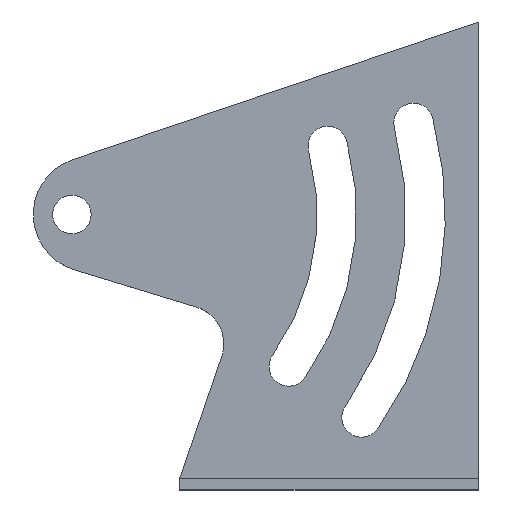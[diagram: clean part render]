
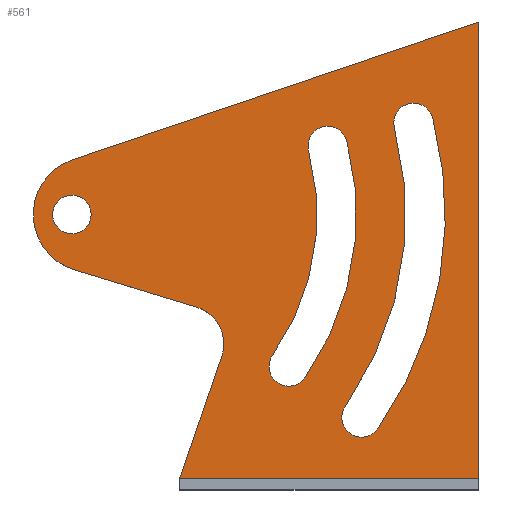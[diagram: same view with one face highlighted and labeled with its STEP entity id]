
A CAD part, top view. The second image highlights one B-rep face of the part: STEP entity #561.
In plain terms, the highlighted planar face has unit normal (0, 0, 1).
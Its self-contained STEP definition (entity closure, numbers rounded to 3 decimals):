
#27=PLANE('',#631);
#40=LINE('',#865,#85);
#45=LINE('',#880,#90);
#49=LINE('',#892,#94);
#61=LINE('',#931,#106);
#65=LINE('',#947,#110);
#85=VECTOR('',#696,1000.);
#90=VECTOR('',#709,1000.);
#94=VECTOR('',#721,1000.);
#106=VECTOR('',#757,1000.);
#110=VECTOR('',#777,1000.);
#216=ORIENTED_EDGE('',*,*,#341,.F.);
#217=ORIENTED_EDGE('',*,*,#333,.T.);
#218=ORIENTED_EDGE('',*,*,#300,.T.);
#219=ORIENTED_EDGE('',*,*,#304,.T.);
#220=ORIENTED_EDGE('',*,*,#307,.T.);
#221=ORIENTED_EDGE('',*,*,#310,.F.);
#222=ORIENTED_EDGE('',*,*,#313,.T.);
#223=ORIENTED_EDGE('',*,*,#338,.F.);
#224=ORIENTED_EDGE('',*,*,#290,.F.);
#225=ORIENTED_EDGE('',*,*,#294,.T.);
#226=ORIENTED_EDGE('',*,*,#297,.F.);
#227=ORIENTED_EDGE('',*,*,#331,.F.);
#228=ORIENTED_EDGE('',*,*,#280,.F.);
#229=ORIENTED_EDGE('',*,*,#284,.T.);
#230=ORIENTED_EDGE('',*,*,#287,.F.);
#231=ORIENTED_EDGE('',*,*,#339,.F.);
#280=EDGE_CURVE('',#359,#360,#412,.T.);
#284=EDGE_CURVE('',#359,#363,#414,.T.);
#287=EDGE_CURVE('',#365,#363,#416,.T.);
#290=EDGE_CURVE('',#367,#368,#418,.T.);
#294=EDGE_CURVE('',#367,#371,#420,.T.);
#297=EDGE_CURVE('',#373,#371,#422,.T.);
#300=EDGE_CURVE('',#375,#376,#40,.T.);
#304=EDGE_CURVE('',#376,#379,#424,.T.);
#307=EDGE_CURVE('',#379,#381,#45,.T.);
#310=EDGE_CURVE('',#383,#381,#426,.T.);
#313=EDGE_CURVE('',#383,#385,#49,.T.);
#331=EDGE_CURVE('',#368,#373,#434,.T.);
#333=EDGE_CURVE('',#400,#375,#61,.T.);
#338=EDGE_CURVE('',#403,#403,#437,.T.);
#339=EDGE_CURVE('',#360,#365,#438,.T.);
#341=EDGE_CURVE('',#400,#385,#65,.T.);
#359=VERTEX_POINT('',#824);
#360=VERTEX_POINT('',#825);
#363=VERTEX_POINT('',#833);
#365=VERTEX_POINT('',#839);
#367=VERTEX_POINT('',#845);
#368=VERTEX_POINT('',#846);
#371=VERTEX_POINT('',#854);
#373=VERTEX_POINT('',#860);
#375=VERTEX_POINT('',#866);
#376=VERTEX_POINT('',#867);
#379=VERTEX_POINT('',#875);
#381=VERTEX_POINT('',#881);
#383=VERTEX_POINT('',#887);
#385=VERTEX_POINT('',#893);
#400=VERTEX_POINT('',#932);
#403=VERTEX_POINT('',#941);
#412=CIRCLE('',#586,2.15);
#414=CIRCLE('',#589,26.7);
#416=CIRCLE('',#592,2.15);
#418=CIRCLE('',#595,2.15);
#420=CIRCLE('',#598,36.38);
#422=CIRCLE('',#601,2.15);
#424=CIRCLE('',#605,6.3);
#426=CIRCLE('',#609,4.2);
#434=CIRCLE('',#621,40.68);
#437=CIRCLE('',#626,2.1);
#438=CIRCLE('',#628,31.);
#470=EDGE_LOOP('',(#216,#217,#218,#219,#220,#221,#222));
#471=EDGE_LOOP('',(#223));
#472=EDGE_LOOP('',(#224,#225,#226,#227));
#473=EDGE_LOOP('',(#228,#229,#230,#231));
#510=FACE_BOUND('',#470,.T.);
#511=FACE_BOUND('',#471,.T.);
#512=FACE_BOUND('',#472,.T.);
#513=FACE_BOUND('',#473,.T.);
#561=ADVANCED_FACE('',(#510,#511,#512,#513),#27,.T.);
#586=AXIS2_PLACEMENT_3D('',#823,#652,#653);
#589=AXIS2_PLACEMENT_3D('',#832,#660,#661);
#592=AXIS2_PLACEMENT_3D('',#838,#667,#668);
#595=AXIS2_PLACEMENT_3D('',#844,#674,#675);
#598=AXIS2_PLACEMENT_3D('',#853,#682,#683);
#601=AXIS2_PLACEMENT_3D('',#859,#689,#690);
#605=AXIS2_PLACEMENT_3D('',#874,#702,#703);
#609=AXIS2_PLACEMENT_3D('',#886,#714,#715);
#621=AXIS2_PLACEMENT_3D('',#928,#751,#752);
#626=AXIS2_PLACEMENT_3D('',#940,#765,#766);
#628=AXIS2_PLACEMENT_3D('',#943,#769,#770);
#631=AXIS2_PLACEMENT_3D('',#946,#775,#776);
#652=DIRECTION('',(0.,0.,1.));
#653=DIRECTION('',(1.,0.,0.));
#660=DIRECTION('',(0.,0.,1.));
#661=DIRECTION('',(1.,0.,0.));
#667=DIRECTION('',(0.,0.,1.));
#668=DIRECTION('',(1.,0.,0.));
#674=DIRECTION('',(0.,0.,1.));
#675=DIRECTION('',(1.,0.,0.));
#682=DIRECTION('',(0.,0.,1.));
#683=DIRECTION('',(1.,0.,0.));
#689=DIRECTION('',(0.,0.,1.));
#690=DIRECTION('',(1.,0.,0.));
#696=DIRECTION('',(-0.947,-0.321,0.));
#702=DIRECTION('',(0.,0.,1.));
#703=DIRECTION('',(1.,0.,0.));
#709=DIRECTION('',(0.956,-0.292,0.));
#714=DIRECTION('',(0.,0.,1.));
#715=DIRECTION('',(1.,0.,0.));
#721=DIRECTION('',(-0.326,-0.946,0.));
#751=DIRECTION('',(0.,0.,1.));
#752=DIRECTION('',(1.,0.,0.));
#757=DIRECTION('',(0.,1.,0.));
#765=DIRECTION('',(0.,0.,1.));
#766=DIRECTION('',(1.,0.,0.));
#769=DIRECTION('',(0.,0.,1.));
#770=DIRECTION('',(1.,0.,0.));
#775=DIRECTION('',(0.,0.,1.));
#776=DIRECTION('',(1.,0.,0.));
#777=DIRECTION('',(-1.,0.,0.));
#823=CARTESIAN_POINT('',(-4.387,13.452,0.));
#824=CARTESIAN_POINT('',(-6.154,14.678,0.));
#825=CARTESIAN_POINT('',(-2.626,12.219,0.));
#832=CARTESIAN_POINT('',(-28.02,30.,0.));
#833=CARTESIAN_POINT('',(-2.228,36.902,0.));
#838=CARTESIAN_POINT('',(-0.153,37.467,0.));
#839=CARTESIAN_POINT('',(1.924,38.023,0.));
#844=CARTESIAN_POINT('',(3.542,7.9,0.));
#845=CARTESIAN_POINT('',(1.773,9.122,0.));
#846=CARTESIAN_POINT('',(5.303,6.667,0.));
#853=CARTESIAN_POINT('',(-28.02,30.,0.));
#854=CARTESIAN_POINT('',(7.117,39.429,0.));
#859=CARTESIAN_POINT('',(9.197,39.972,0.));
#860=CARTESIAN_POINT('',(11.274,40.529,0.));
#865=CARTESIAN_POINT('',(16.28,50.97,0.));
#866=CARTESIAN_POINT('',(16.28,50.97,0.));
#867=CARTESIAN_POINT('',(-27.944,35.966,0.));
#874=CARTESIAN_POINT('',(-25.92,30.,0.));
#875=CARTESIAN_POINT('',(-27.758,23.974,0.));
#880=CARTESIAN_POINT('',(-27.758,23.974,0.));
#881=CARTESIAN_POINT('',(-14.437,19.91,0.));
#886=CARTESIAN_POINT('',(-15.663,15.893,0.));
#887=CARTESIAN_POINT('',(-11.692,14.525,0.));
#892=CARTESIAN_POINT('',(-11.692,14.525,0.));
#893=CARTESIAN_POINT('',(-16.28,1.2,0.));
#928=CARTESIAN_POINT('',(-28.02,30.,0.));
#931=CARTESIAN_POINT('',(16.28,0.,0.));
#932=CARTESIAN_POINT('',(16.28,1.2,0.));
#940=CARTESIAN_POINT('',(-28.02,30.,0.));
#941=CARTESIAN_POINT('',(-25.92,30.,0.));
#943=CARTESIAN_POINT('',(-28.02,30.,0.));
#946=CARTESIAN_POINT('',(-25.92,30.,0.));
#947=CARTESIAN_POINT('',(16.28,1.2,0.));
